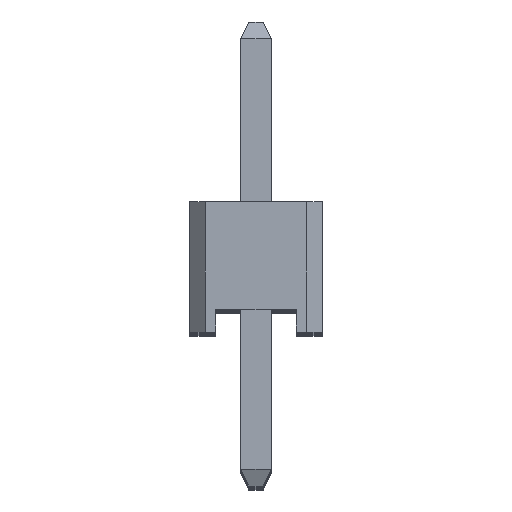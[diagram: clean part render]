
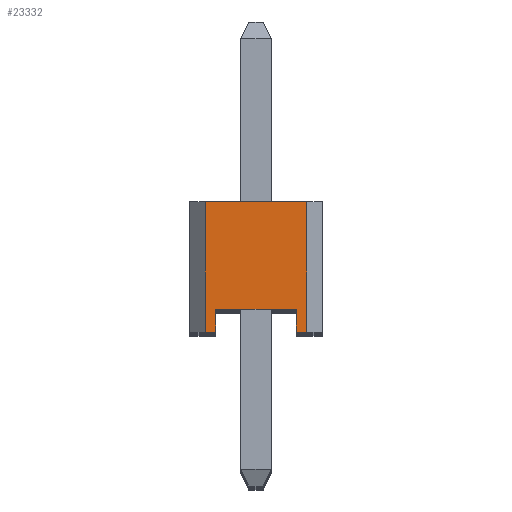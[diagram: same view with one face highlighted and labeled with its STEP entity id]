
A CAD part, top view. The second image highlights one B-rep face of the part: STEP entity #23332.
In plain terms, the highlighted planar face has unit normal (0, 0, 1).
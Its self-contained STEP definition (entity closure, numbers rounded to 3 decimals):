
#169 = CARTESIAN_POINT ( 'NONE',  ( 0.3, 0., 43.18 ) ) ;
#282 = LINE ( 'NONE', #23099, #24265 ) ;
#294 = CARTESIAN_POINT ( 'NONE',  ( 0.5, 0.44, 43.18 ) ) ;
#489 = LINE ( 'NONE', #15878, #2211 ) ;
#755 = ORIENTED_EDGE ( 'NONE', *, *, #2701, .T. ) ;
#859 = ORIENTED_EDGE ( 'NONE', *, *, #6270, .F. ) ;
#873 = LINE ( 'NONE', #10863, #8756 ) ;
#1203 = VERTEX_POINT ( 'NONE', #17642 ) ;
#1957 = VECTOR ( 'NONE', #21996, 1000. ) ;
#2211 = VECTOR ( 'NONE', #6518, 1000. ) ;
#2701 = EDGE_CURVE ( 'NONE', #22478, #5590, #282, .T. ) ;
#3185 = CARTESIAN_POINT ( 'NONE',  ( 0.5, 0.44, 43.18 ) ) ;
#3918 = VERTEX_POINT ( 'NONE', #19641 ) ;
#3979 = DIRECTION ( 'NONE',  ( 1., 0., 0. ) ) ;
#4603 = CARTESIAN_POINT ( 'NONE',  ( 0.3, 2.5, 43.18 ) ) ;
#5590 = VERTEX_POINT ( 'NONE', #21463 ) ;
#5961 = PLANE ( 'NONE',  #16336 ) ;
#6270 = EDGE_CURVE ( 'NONE', #1203, #7526, #21843, .T. ) ;
#6467 = CARTESIAN_POINT ( 'NONE',  ( 0.5, 0.44, 43.18 ) ) ;
#6518 = DIRECTION ( 'NONE',  ( 0., -1., 0. ) ) ;
#6614 = CARTESIAN_POINT ( 'NONE',  ( 2.04, 0.44, 43.18 ) ) ;
#7526 = VERTEX_POINT ( 'NONE', #8232 ) ;
#8232 = CARTESIAN_POINT ( 'NONE',  ( 2.24, 2.5, 43.18 ) ) ;
#8756 = VECTOR ( 'NONE', #18527, 1000. ) ;
#8828 = VERTEX_POINT ( 'NONE', #294 ) ;
#9101 = VERTEX_POINT ( 'NONE', #11260 ) ;
#9728 = VECTOR ( 'NONE', #14413, 1000. ) ;
#10607 = VECTOR ( 'NONE', #12266, 1000. ) ;
#10811 = LINE ( 'NONE', #10922, #1957 ) ;
#10863 = CARTESIAN_POINT ( 'NONE',  ( 0.3, 2.5, 43.18 ) ) ;
#10922 = CARTESIAN_POINT ( 'NONE',  ( 2.04, 0.44, 43.18 ) ) ;
#11260 = CARTESIAN_POINT ( 'NONE',  ( 2.04, 0., 43.18 ) ) ;
#11328 = DIRECTION ( 'NONE',  ( 0., -1., 0. ) ) ;
#11749 = DIRECTION ( 'NONE',  ( -1., 0., 0. ) ) ;
#11894 = DIRECTION ( 'NONE',  ( 1., 0., 0. ) ) ;
#12266 = DIRECTION ( 'NONE',  ( 1., 0., 0. ) ) ;
#12302 = ORIENTED_EDGE ( 'NONE', *, *, #23633, .F. ) ;
#12667 = EDGE_CURVE ( 'NONE', #8828, #5590, #23720, .T. ) ;
#12936 = ORIENTED_EDGE ( 'NONE', *, *, #12667, .F. ) ;
#13419 = VECTOR ( 'NONE', #11328, 1000. ) ;
#13841 = ORIENTED_EDGE ( 'NONE', *, *, #21780, .T. ) ;
#14307 = EDGE_CURVE ( 'NONE', #1203, #22478, #873, .T. ) ;
#14354 = CARTESIAN_POINT ( 'NONE',  ( 0.3, 0., 43.18 ) ) ;
#14413 = DIRECTION ( 'NONE',  ( -1., 0., 0. ) ) ;
#15522 = ORIENTED_EDGE ( 'NONE', *, *, #20025, .F. ) ;
#15710 = EDGE_CURVE ( 'NONE', #19736, #9101, #10811, .T. ) ;
#15878 = CARTESIAN_POINT ( 'NONE',  ( 2.24, 2.5, 43.18 ) ) ;
#16204 = VECTOR ( 'NONE', #3979, 1000. ) ;
#16336 = AXIS2_PLACEMENT_3D ( 'NONE', #17028, #21317, #11749 ) ;
#17028 = CARTESIAN_POINT ( 'NONE',  ( 0.3, 2.5, 43.18 ) ) ;
#17500 = ORIENTED_EDGE ( 'NONE', *, *, #15710, .T. ) ;
#17642 = CARTESIAN_POINT ( 'NONE',  ( 0.3, 2.5, 43.18 ) ) ;
#18527 = DIRECTION ( 'NONE',  ( 0., -1., 0. ) ) ;
#19415 = EDGE_LOOP ( 'NONE', ( #15522, #17500, #13841, #12302, #859, #21666, #755, #12936 ) ) ;
#19641 = CARTESIAN_POINT ( 'NONE',  ( 2.24, 0., 43.18 ) ) ;
#19736 = VERTEX_POINT ( 'NONE', #6614 ) ;
#20025 = EDGE_CURVE ( 'NONE', #19736, #8828, #24091, .T. ) ;
#21232 = LINE ( 'NONE', #169, #16204 ) ;
#21317 = DIRECTION ( 'NONE',  ( 0., 0., -1. ) ) ;
#21463 = CARTESIAN_POINT ( 'NONE',  ( 0.5, 0., 43.18 ) ) ;
#21666 = ORIENTED_EDGE ( 'NONE', *, *, #14307, .T. ) ;
#21780 = EDGE_CURVE ( 'NONE', #9101, #3918, #21232, .T. ) ;
#21843 = LINE ( 'NONE', #4603, #10607 ) ;
#21996 = DIRECTION ( 'NONE',  ( 0., -1., 0. ) ) ;
#22478 = VERTEX_POINT ( 'NONE', #14354 ) ;
#22942 = FACE_OUTER_BOUND ( 'NONE', #19415, .T. ) ;
#23099 = CARTESIAN_POINT ( 'NONE',  ( 0.3, 0., 43.18 ) ) ;
#23332 = ADVANCED_FACE ( 'NONE', ( #22942 ), #5961, .F. ) ;
#23633 = EDGE_CURVE ( 'NONE', #7526, #3918, #489, .T. ) ;
#23720 = LINE ( 'NONE', #6467, #13419 ) ;
#24091 = LINE ( 'NONE', #3185, #9728 ) ;
#24265 = VECTOR ( 'NONE', #11894, 1000. ) ;
